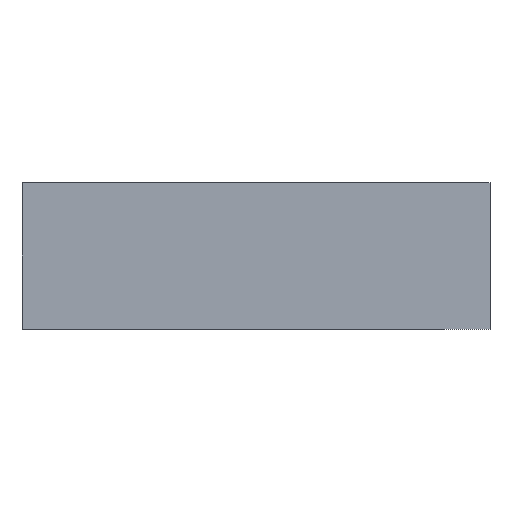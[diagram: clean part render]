
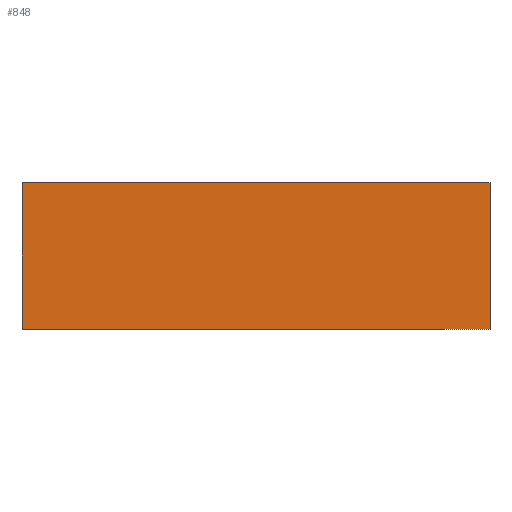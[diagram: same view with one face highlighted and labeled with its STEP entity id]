
A CAD part, front view. The second image highlights one B-rep face of the part: STEP entity #848.
In plain terms, the highlighted planar face has unit normal (0, -1, 0).
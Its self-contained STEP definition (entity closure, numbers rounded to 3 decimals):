
#72=FACE_OUTER_BOUND('',#116,.T.);
#116=EDGE_LOOP('',(#634,#635,#636,#637,#638,#639));
#148=LINE('',#1217,#247);
#177=LINE('',#1304,#276);
#193=LINE('',#1334,#292);
#197=LINE('',#1341,#296);
#198=LINE('',#1343,#297);
#199=LINE('',#1344,#298);
#247=VECTOR('',#972,10.);
#276=VECTOR('',#1039,10.);
#292=VECTOR('',#1063,10.);
#296=VECTOR('',#1071,10.);
#297=VECTOR('',#1072,10.);
#298=VECTOR('',#1073,10.);
#346=VERTEX_POINT('',#1214);
#347=VERTEX_POINT('',#1216);
#386=VERTEX_POINT('',#1303);
#395=VERTEX_POINT('',#1331);
#396=VERTEX_POINT('',#1333);
#398=VERTEX_POINT('',#1342);
#427=EDGE_CURVE('',#347,#346,#148,.T.);
#470=EDGE_CURVE('',#347,#386,#177,.T.);
#486=EDGE_CURVE('',#396,#395,#193,.T.);
#490=EDGE_CURVE('',#396,#346,#197,.T.);
#491=EDGE_CURVE('',#398,#395,#198,.T.);
#492=EDGE_CURVE('',#398,#386,#199,.T.);
#634=ORIENTED_EDGE('',*,*,#470,.F.);
#635=ORIENTED_EDGE('',*,*,#427,.T.);
#636=ORIENTED_EDGE('',*,*,#490,.F.);
#637=ORIENTED_EDGE('',*,*,#486,.T.);
#638=ORIENTED_EDGE('',*,*,#491,.F.);
#639=ORIENTED_EDGE('',*,*,#492,.T.);
#816=PLANE('',#919);
#848=ADVANCED_FACE('',(#72),#816,.F.);
#919=AXIS2_PLACEMENT_3D('',#1340,#1069,#1070);
#972=DIRECTION('',(0.,0.,1.));
#1039=DIRECTION('',(-1.,0.,0.));
#1063=DIRECTION('',(0.,0.,1.));
#1069=DIRECTION('center_axis',(0.,1.,0.));
#1070=DIRECTION('ref_axis',(0.,0.,1.));
#1071=DIRECTION('',(1.,0.,0.));
#1072=DIRECTION('',(1.,0.,0.));
#1073=DIRECTION('',(0.,0.,-1.));
#1214=CARTESIAN_POINT('',(7.5,-13.5,4.699));
#1216=CARTESIAN_POINT('',(7.5,-13.5,0.));
#1217=CARTESIAN_POINT('',(7.5,-13.5,4.701));
#1303=CARTESIAN_POINT('',(-7.5,-13.5,0.));
#1304=CARTESIAN_POINT('',(0.,-13.5,0.));
#1331=CARTESIAN_POINT('',(6.,-13.5,4.701));
#1333=CARTESIAN_POINT('',(6.,-13.5,4.699));
#1334=CARTESIAN_POINT('',(6.,-13.5,1.175));
#1340=CARTESIAN_POINT('Origin',(0.,-13.5,0.));
#1341=CARTESIAN_POINT('',(3.,-13.5,4.699));
#1342=CARTESIAN_POINT('',(-7.5,-13.5,4.701));
#1343=CARTESIAN_POINT('',(0.,-13.5,4.701));
#1344=CARTESIAN_POINT('',(-7.5,-13.5,4.701));
